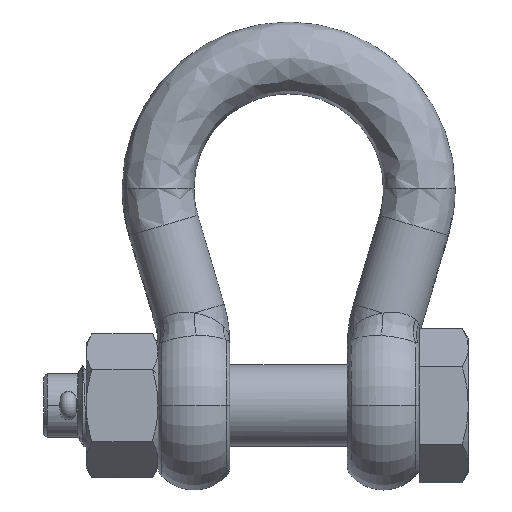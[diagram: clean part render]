
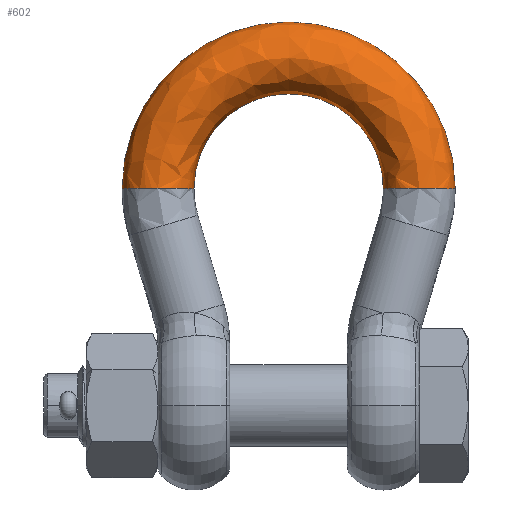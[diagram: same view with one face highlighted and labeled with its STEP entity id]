
A CAD part, top view. The second image highlights one B-rep face of the part: STEP entity #602.
In plain terms, the highlighted free-form (B-spline) face has degree [3, 3] with [4, 4] control points.
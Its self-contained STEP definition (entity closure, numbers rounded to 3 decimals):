
#602=ADVANCED_FACE('NONE',(#1815),#1816,.F.);
#1815=FACE_OUTER_BOUND('',#9567,.T.);
#1816=(B_SPLINE_SURFACE(3,3,((#9569,#9570,#9571,#9572),(#9573,#9574,#9575,#9576),(#9577,#9578,#9579,#9580),(#9581,#9582,#9583,#9584)),.UNSPECIFIED.,.F.,.F.,.F.)B_SPLINE_SURFACE_WITH_KNOTS((4,4),(4,4),(0.0,1.0),(0.0,1.0),.UNSPECIFIED.)RATIONAL_B_SPLINE_SURFACE(((1.0,0.333,0.333,1.0),(0.333,0.111,0.111,0.333),(0.333,0.111,0.111,0.333),(1.0,0.333,0.333,1.0)))BOUNDED_SURFACE()REPRESENTATION_ITEM('')GEOMETRIC_REPRESENTATION_ITEM()SURFACE());
#9567=EDGE_LOOP('',(#16664,#16665,#16666,#16667));
#9569=CARTESIAN_POINT('',(-29.0,66.5,0.));
#9570=CARTESIAN_POINT('',(-29.0,124.5,0.));
#9571=CARTESIAN_POINT('',(29.0,124.5,0.));
#9572=CARTESIAN_POINT('',(29.0,66.5,0.));
#9573=CARTESIAN_POINT('',(-29.0,66.5,22.0));
#9574=CARTESIAN_POINT('',(-29.0,124.5,22.0));
#9575=CARTESIAN_POINT('',(29.0,124.5,22.0));
#9576=CARTESIAN_POINT('',(29.0,66.5,22.0));
#9577=CARTESIAN_POINT('',(-51.0,66.5,22.0));
#9578=CARTESIAN_POINT('',(-51.,168.5,22.0));
#9579=CARTESIAN_POINT('',(51.0,168.5,22.0));
#9580=CARTESIAN_POINT('',(51.0,66.5,22.0));
#9581=CARTESIAN_POINT('',(-51.0,66.5,0.));
#9582=CARTESIAN_POINT('',(-51.0,168.5,0.));
#9583=CARTESIAN_POINT('',(51.0,168.5,0.));
#9584=CARTESIAN_POINT('',(51.0,66.5,0.));
#16664=ORIENTED_EDGE('',*,*,#19506,.T.);
#16665=ORIENTED_EDGE('',*,*,#18693,.T.);
#16666=ORIENTED_EDGE('',*,*,#19413,.F.);
#16667=ORIENTED_EDGE('',*,*,#18695,.T.);
#18693=EDGE_CURVE('NONE',#21090,#21091,#21092,.T.);
#18695=EDGE_CURVE('NONE',#21095,#21093,#21096,.T.);
#19413=EDGE_CURVE('NONE',#21095,#21091,#22338,.T.);
#19506=EDGE_CURVE('NONE',#21093,#21090,#22493,.T.);
#21090=VERTEX_POINT('NONE',#27351);
#21091=VERTEX_POINT('NONE',#27352);
#21092=CIRCLE('',#27353,51.0);
#21093=VERTEX_POINT('NONE',#27354);
#21095=VERTEX_POINT('NONE',#27366);
#21096=CIRCLE('',#27367,29.0);
#22338=CIRCLE('',#32011,11.0);
#22493=CIRCLE('',#32566,11.0);
#27351=CARTESIAN_POINT('',(51.0,66.5,0.));
#27352=CARTESIAN_POINT('',(-51.,66.5,0.));
#27353=AXIS2_PLACEMENT_3D('',#36457,#36458,#36459);
#27354=CARTESIAN_POINT('',(29.0,66.5,0.));
#27366=CARTESIAN_POINT('',(-29.,66.5,0.));
#27367=AXIS2_PLACEMENT_3D('',#36460,#36461,#36462);
#32011=AXIS2_PLACEMENT_3D('',#36885,#36886,#36887);
#32566=AXIS2_PLACEMENT_3D('',#36945,#36946,#36947);
#36457=CARTESIAN_POINT('',(0.0,66.5,0.));
#36458=DIRECTION('',(0.0,0.0,1.0));
#36459=DIRECTION('',(-1.0,0.0,0.0));
#36460=CARTESIAN_POINT('',(0.0,66.5,0.));
#36461=DIRECTION('',(0.0,0.0,-1.0));
#36462=DIRECTION('',(-1.0,0.0,0.0));
#36885=CARTESIAN_POINT('',(-40.0,66.5,0.));
#36886=DIRECTION('',(0.0,-1.0,0.0));
#36887=DIRECTION('',(0.0,0.0,-1.0));
#36945=CARTESIAN_POINT('',(40.0,66.5,0.));
#36946=DIRECTION('',(0.0,1.0,-0.0));
#36947=DIRECTION('',(0.0,0.0,1.0));
